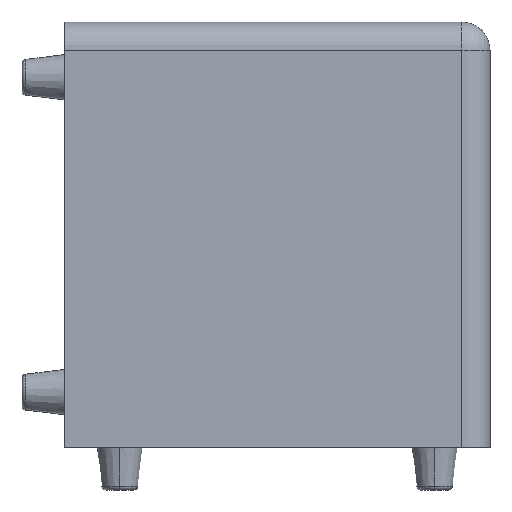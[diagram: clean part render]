
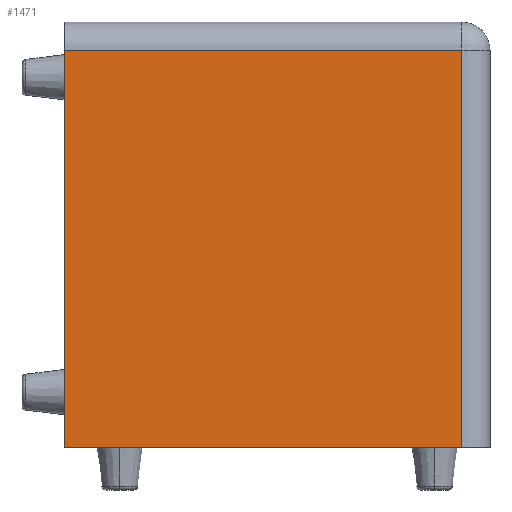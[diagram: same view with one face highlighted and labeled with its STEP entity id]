
A CAD part, left-side view. The second image highlights one B-rep face of the part: STEP entity #1471.
In plain terms, the highlighted planar face has unit normal (-1, 0, 0).
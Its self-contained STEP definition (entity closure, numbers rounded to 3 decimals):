
#52=PLANE('',#1707);
#140=LINE('',#2791,#205);
#149=LINE('',#2812,#214);
#153=LINE('',#2829,#218);
#154=LINE('',#2830,#219);
#205=VECTOR('',#2124,1000.);
#214=VECTOR('',#2145,1000.);
#218=VECTOR('',#2169,1000.);
#219=VECTOR('',#2170,1000.);
#308=FACE_OUTER_BOUND('',#417,.T.);
#417=EDGE_LOOP('',(#1231,#1232,#1233,#1234));
#700=VERTEX_POINT('',#2788);
#701=VERTEX_POINT('',#2790);
#707=VERTEX_POINT('',#2811);
#710=VERTEX_POINT('',#2828);
#889=EDGE_CURVE('',#701,#700,#140,.T.);
#903=EDGE_CURVE('',#707,#701,#149,.T.);
#914=EDGE_CURVE('',#700,#710,#153,.T.);
#915=EDGE_CURVE('',#710,#707,#154,.T.);
#1231=ORIENTED_EDGE('',*,*,#889,.T.);
#1232=ORIENTED_EDGE('',*,*,#914,.T.);
#1233=ORIENTED_EDGE('',*,*,#915,.T.);
#1234=ORIENTED_EDGE('',*,*,#903,.T.);
#1471=ADVANCED_FACE('',(#308),#52,.F.);
#1707=AXIS2_PLACEMENT_3D('',#2827,#2167,#2168);
#2124=DIRECTION('',(0.,-1.,0.));
#2145=DIRECTION('',(0.,0.,-1.));
#2167=DIRECTION('center_axis',(1.,0.,0.));
#2168=DIRECTION('ref_axis',(0.,1.,0.));
#2169=DIRECTION('',(0.,0.,1.));
#2170=DIRECTION('',(0.,1.,0.));
#2788=CARTESIAN_POINT('',(-15.,-13.,-15.));
#2790=CARTESIAN_POINT('',(-15.,15.,-15.));
#2791=CARTESIAN_POINT('',(-15.,15.,-15.));
#2811=CARTESIAN_POINT('',(-15.,15.,13.));
#2812=CARTESIAN_POINT('',(-15.,15.,15.));
#2827=CARTESIAN_POINT('Origin',(-15.,15.,15.));
#2828=CARTESIAN_POINT('',(-15.,-13.,13.));
#2829=CARTESIAN_POINT('',(-15.,-13.,15.));
#2830=CARTESIAN_POINT('',(-15.,15.,13.));
